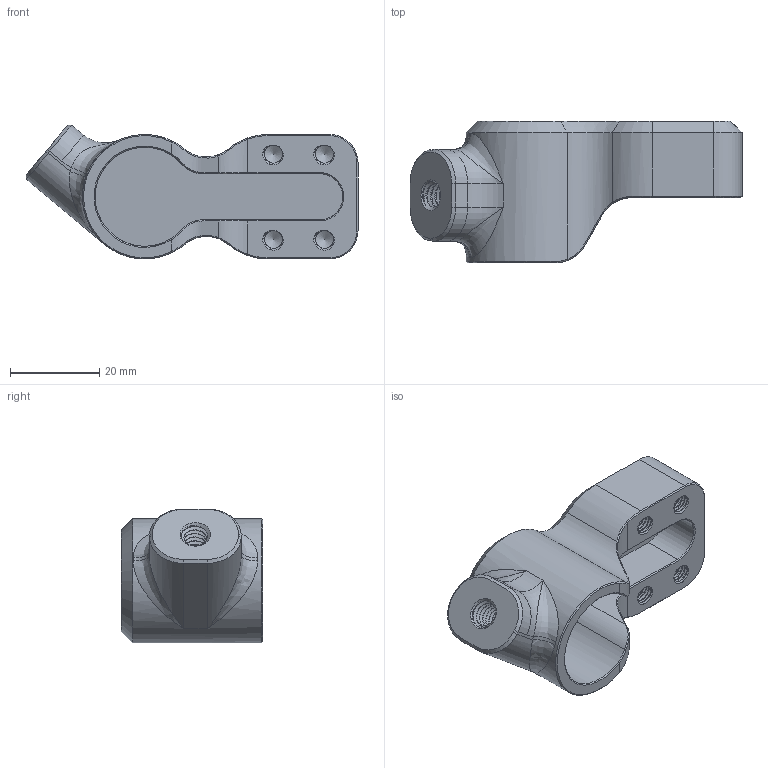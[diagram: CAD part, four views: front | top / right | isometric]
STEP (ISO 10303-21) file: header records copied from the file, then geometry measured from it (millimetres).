
FILE_DESCRIPTION(/* description */ (''),/* implementation_level */ '2;1');
FILE_NAME(/* name */ 'Titan403.step',/* time_stamp */ '2022-10-13T17:04:24+11:00',/* author */ (''),/* organization */ (''),/* preprocessor_version */ 'ST-DEVELOPER v19',/* originating_system */ 'Autodesk Translation Framework v11.7.0.108',/* authorisation */ '');
FILE_SCHEMA (('AUTOMOTIVE_DESIGN { 1 0 10303 214 3 1 1 }'));
Products named in the file (1): (Unsaved)
Bounding box: 74.52 x 31.75 x 30.07 mm (x, y, z)
Surface area: 11427.8 mm2 (no closed solid volume)
Topology: 0 solids, 1 shells, 287 faces, 1020 edges, 729 vertices
Faces by surface type: cylinder 152, bspline 53, plane 51, cone 26, torus 5
Full cylindrical faces by diameter (mm): 4.067 x48, 4.826 x44, 5.116 x9, 6.35 x9
Entity records: 34608 total; most frequent: CARTESIAN_POINT 27955, ORIENTED_EDGE 1752, DIRECTION 890, EDGE_CURVE 876, VERTEX_POINT 645, B_SPLINE_CURVE_WITH_KNOTS 491, AXIS2_PLACEMENT_3D 316, LINE 258
